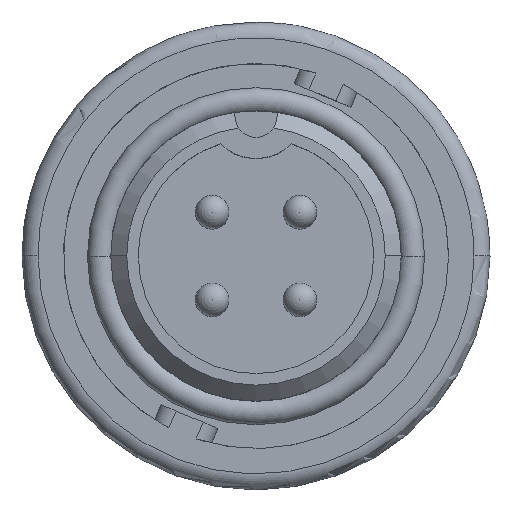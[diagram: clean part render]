
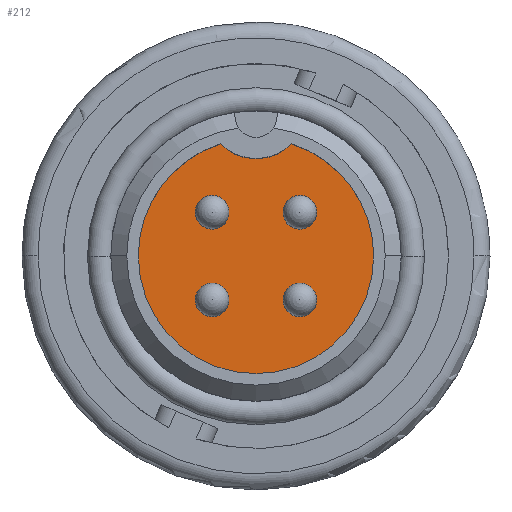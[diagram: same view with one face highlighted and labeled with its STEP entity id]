
A CAD part, top view. The second image highlights one B-rep face of the part: STEP entity #212.
In plain terms, the highlighted planar face has unit normal (0, 0, 1).
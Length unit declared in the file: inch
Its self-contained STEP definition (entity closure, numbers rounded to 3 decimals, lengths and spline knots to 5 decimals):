
#35 = DIRECTION ( 'NONE',  ( 1., 0., 0. ) ) ;
#73 = CARTESIAN_POINT ( 'NONE',  ( -0.0665, 0.20971, -0.249 ) ) ;
#212 = ADVANCED_FACE ( 'NONE', ( #13939, #12934, #7149, #13246, #4234 ), #2386, .T. ) ;
#219 = DIRECTION ( 'NONE',  ( 0., 0., 1. ) ) ;
#612 = CARTESIAN_POINT ( 'NONE',  ( 0.082, 0.082, -0.249 ) ) ;
#970 = DIRECTION ( 'NONE',  ( 1., 0., 0. ) ) ;
#1070 = EDGE_CURVE ( 'NONE', #1764, #13025, #8936, .T. ) ;
#1303 = CARTESIAN_POINT ( 'NONE',  ( -0.082, -0.082, -0.249 ) ) ;
#1490 = ORIENTED_EDGE ( 'NONE', *, *, #6393, .F. ) ;
#1674 = CARTESIAN_POINT ( 'NONE',  ( 0., 0., -0.249 ) ) ;
#1723 = DIRECTION ( 'NONE',  ( 1., 0., 0. ) ) ;
#1764 = VERTEX_POINT ( 'NONE', #4382 ) ;
#1800 = EDGE_CURVE ( 'NONE', #12909, #13008, #7729, .T. ) ;
#1985 = EDGE_CURVE ( 'NONE', #7598, #1764, #12453, .T. ) ;
#2187 = CARTESIAN_POINT ( 'NONE',  ( 0.0505, 0.082, -0.249 ) ) ;
#2199 = CIRCLE ( 'NONE', #10400, 0.0315 ) ;
#2225 = CARTESIAN_POINT ( 'NONE',  ( 0.1135, -0.082, -0.249 ) ) ;
#2275 = ORIENTED_EDGE ( 'NONE', *, *, #12108, .T. ) ;
#2353 = CARTESIAN_POINT ( 'NONE',  ( 0., 0.27614, -0.249 ) ) ;
#2356 = CIRCLE ( 'NONE', #8594, 0.0315 ) ;
#2386 = PLANE ( 'NONE',  #4584 ) ;
#2399 = DIRECTION ( 'NONE',  ( 1., 0., 0. ) ) ;
#2435 = AXIS2_PLACEMENT_3D ( 'NONE', #4510, #12135, #5614 ) ;
#2692 = VERTEX_POINT ( 'NONE', #2187 ) ;
#2785 = DIRECTION ( 'NONE',  ( 1., 0., 0. ) ) ;
#2889 = CIRCLE ( 'NONE', #5989, 0.0315 ) ;
#2891 = CARTESIAN_POINT ( 'NONE',  ( 0.0505, -0.082, -0.249 ) ) ;
#3241 = DIRECTION ( 'NONE',  ( 0., 0., -1. ) ) ;
#3279 = VERTEX_POINT ( 'NONE', #9928 ) ;
#3346 = VERTEX_POINT ( 'NONE', #11468 ) ;
#3465 = EDGE_LOOP ( 'NONE', ( #2275, #6700 ) ) ;
#3467 = DIRECTION ( 'NONE',  ( 1., 0., 0. ) ) ;
#3469 = DIRECTION ( 'NONE',  ( 0., 0., -1. ) ) ;
#3802 = CARTESIAN_POINT ( 'NONE',  ( -0.1135, 0.082, -0.249 ) ) ;
#4234 = FACE_BOUND ( 'NONE', #8709, .T. ) ;
#4382 = CARTESIAN_POINT ( 'NONE',  ( -0.22, 0., -0.249 ) ) ;
#4510 = CARTESIAN_POINT ( 'NONE',  ( 0., 0., -0.249 ) ) ;
#4584 = AXIS2_PLACEMENT_3D ( 'NONE', #6764, #219, #13308 ) ;
#4614 = EDGE_CURVE ( 'NONE', #6938, #9654, #2356, .T. ) ;
#4627 = CARTESIAN_POINT ( 'NONE',  ( 0.1135, 0.082, -0.249 ) ) ;
#4686 = AXIS2_PLACEMENT_3D ( 'NONE', #10028, #3469, #11109 ) ;
#4849 = CARTESIAN_POINT ( 'NONE',  ( -0.082, 0.082, -0.249 ) ) ;
#5455 = AXIS2_PLACEMENT_3D ( 'NONE', #2353, #10025, #3467 ) ;
#5570 = DIRECTION ( 'NONE',  ( 0., 0., -1. ) ) ;
#5605 = CIRCLE ( 'NONE', #6942, 0.0315 ) ;
#5614 = DIRECTION ( 'NONE',  ( 1., 0., 0. ) ) ;
#5688 = ORIENTED_EDGE ( 'NONE', *, *, #1985, .T. ) ;
#5815 = EDGE_CURVE ( 'NONE', #13008, #12909, #2889, .T. ) ;
#5890 = ORIENTED_EDGE ( 'NONE', *, *, #5899, .T. ) ;
#5899 = EDGE_CURVE ( 'NONE', #11163, #2692, #2199, .T. ) ;
#5940 = CIRCLE ( 'NONE', #6200, 0.0315 ) ;
#5969 = DIRECTION ( 'NONE',  ( 1., 0., 0. ) ) ;
#5989 = AXIS2_PLACEMENT_3D ( 'NONE', #4849, #12492, #5969 ) ;
#6033 = DIRECTION ( 'NONE',  ( 0., 0., -1. ) ) ;
#6158 = CARTESIAN_POINT ( 'NONE',  ( -0.0505, 0.082, -0.249 ) ) ;
#6200 = AXIS2_PLACEMENT_3D ( 'NONE', #1303, #8989, #2399 ) ;
#6393 = EDGE_CURVE ( 'NONE', #7598, #3279, #8880, .T. ) ;
#6405 = EDGE_CURVE ( 'NONE', #3346, #10321, #5940, .T. ) ;
#6616 = DIRECTION ( 'NONE',  ( 0., 0., -1. ) ) ;
#6700 = ORIENTED_EDGE ( 'NONE', *, *, #4614, .T. ) ;
#6764 = CARTESIAN_POINT ( 'NONE',  ( 0., 0.13807, -0.249 ) ) ;
#6840 = EDGE_CURVE ( 'NONE', #2692, #11163, #10054, .T. ) ;
#6938 = VERTEX_POINT ( 'NONE', #2891 ) ;
#6942 = AXIS2_PLACEMENT_3D ( 'NONE', #13121, #6616, #35 ) ;
#7149 = FACE_OUTER_BOUND ( 'NONE', #14096, .T. ) ;
#7551 = DIRECTION ( 'NONE',  ( 0., 0., 1. ) ) ;
#7598 = VERTEX_POINT ( 'NONE', #73 ) ;
#7729 = CIRCLE ( 'NONE', #4686, 0.0315 ) ;
#8122 = ORIENTED_EDGE ( 'NONE', *, *, #6840, .T. ) ;
#8178 = EDGE_LOOP ( 'NONE', ( #11907, #8814 ) ) ;
#8298 = DIRECTION ( 'NONE',  ( 0., 0., -1. ) ) ;
#8594 = AXIS2_PLACEMENT_3D ( 'NONE', #12096, #5570, #13186 ) ;
#8701 = CIRCLE ( 'NONE', #9841, 0.0315 ) ;
#8709 = EDGE_LOOP ( 'NONE', ( #9036, #13326 ) ) ;
#8814 = ORIENTED_EDGE ( 'NONE', *, *, #9197, .T. ) ;
#8880 = CIRCLE ( 'NONE', #5455, 0.094 ) ;
#8936 = CIRCLE ( 'NONE', #10692, 0.22 ) ;
#8989 = DIRECTION ( 'NONE',  ( 0., 0., -1. ) ) ;
#9036 = ORIENTED_EDGE ( 'NONE', *, *, #5815, .T. ) ;
#9197 = EDGE_CURVE ( 'NONE', #10321, #3346, #5605, .T. ) ;
#9356 = DIRECTION ( 'NONE',  ( 0., 0., 1. ) ) ;
#9391 = EDGE_LOOP ( 'NONE', ( #5890, #8122 ) ) ;
#9654 = VERTEX_POINT ( 'NONE', #2225 ) ;
#9710 = EDGE_CURVE ( 'NONE', #13025, #3279, #11240, .T. ) ;
#9816 = CARTESIAN_POINT ( 'NONE',  ( 0.082, -0.082, -0.249 ) ) ;
#9841 = AXIS2_PLACEMENT_3D ( 'NONE', #9816, #3241, #10890 ) ;
#9928 = CARTESIAN_POINT ( 'NONE',  ( 0.0665, 0.20971, -0.249 ) ) ;
#10025 = DIRECTION ( 'NONE',  ( 0., 0., 1. ) ) ;
#10028 = CARTESIAN_POINT ( 'NONE',  ( -0.082, 0.082, -0.249 ) ) ;
#10054 = CIRCLE ( 'NONE', #11776, 0.0315 ) ;
#10321 = VERTEX_POINT ( 'NONE', #14050 ) ;
#10400 = AXIS2_PLACEMENT_3D ( 'NONE', #612, #8298, #1723 ) ;
#10468 = ORIENTED_EDGE ( 'NONE', *, *, #1070, .T. ) ;
#10692 = AXIS2_PLACEMENT_3D ( 'NONE', #14037, #7551, #970 ) ;
#10890 = DIRECTION ( 'NONE',  ( 1., 0., 0. ) ) ;
#11109 = DIRECTION ( 'NONE',  ( 1., 0., 0. ) ) ;
#11163 = VERTEX_POINT ( 'NONE', #4627 ) ;
#11240 = CIRCLE ( 'NONE', #2435, 0.22 ) ;
#11468 = CARTESIAN_POINT ( 'NONE',  ( -0.0505, -0.082, -0.249 ) ) ;
#11776 = AXIS2_PLACEMENT_3D ( 'NONE', #12543, #6033, #13631 ) ;
#11907 = ORIENTED_EDGE ( 'NONE', *, *, #6405, .T. ) ;
#12096 = CARTESIAN_POINT ( 'NONE',  ( 0.082, -0.082, -0.249 ) ) ;
#12108 = EDGE_CURVE ( 'NONE', #9654, #6938, #8701, .T. ) ;
#12135 = DIRECTION ( 'NONE',  ( 0., 0., 1. ) ) ;
#12453 = CIRCLE ( 'NONE', #13463, 0.22 ) ;
#12469 = ORIENTED_EDGE ( 'NONE', *, *, #9710, .T. ) ;
#12492 = DIRECTION ( 'NONE',  ( 0., 0., -1. ) ) ;
#12543 = CARTESIAN_POINT ( 'NONE',  ( 0.082, 0.082, -0.249 ) ) ;
#12673 = CARTESIAN_POINT ( 'NONE',  ( 0.22, 0., -0.249 ) ) ;
#12909 = VERTEX_POINT ( 'NONE', #3802 ) ;
#12934 = FACE_BOUND ( 'NONE', #8178, .T. ) ;
#13008 = VERTEX_POINT ( 'NONE', #6158 ) ;
#13025 = VERTEX_POINT ( 'NONE', #12673 ) ;
#13121 = CARTESIAN_POINT ( 'NONE',  ( -0.082, -0.082, -0.249 ) ) ;
#13186 = DIRECTION ( 'NONE',  ( 1., 0., 0. ) ) ;
#13246 = FACE_BOUND ( 'NONE', #3465, .T. ) ;
#13308 = DIRECTION ( 'NONE',  ( 1., 0., 0. ) ) ;
#13326 = ORIENTED_EDGE ( 'NONE', *, *, #1800, .T. ) ;
#13463 = AXIS2_PLACEMENT_3D ( 'NONE', #1674, #9356, #2785 ) ;
#13631 = DIRECTION ( 'NONE',  ( 1., 0., 0. ) ) ;
#13939 = FACE_BOUND ( 'NONE', #9391, .T. ) ;
#14037 = CARTESIAN_POINT ( 'NONE',  ( 0., 0., -0.249 ) ) ;
#14050 = CARTESIAN_POINT ( 'NONE',  ( -0.1135, -0.082, -0.249 ) ) ;
#14096 = EDGE_LOOP ( 'NONE', ( #5688, #10468, #12469, #1490 ) ) ;
